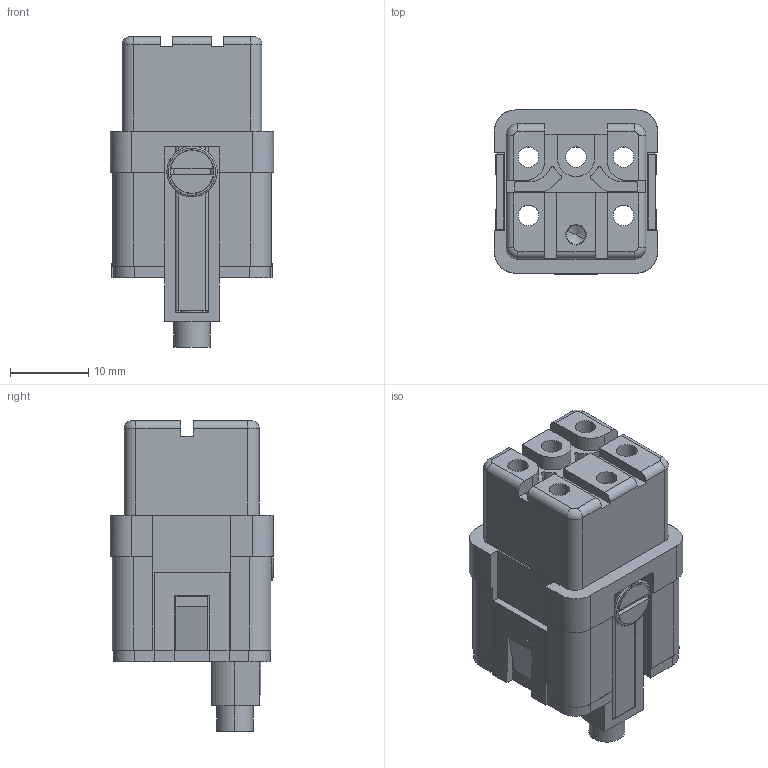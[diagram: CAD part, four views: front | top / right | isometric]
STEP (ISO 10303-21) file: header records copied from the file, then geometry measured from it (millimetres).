
FILE_DESCRIPTION(('CATIA V5 STEP','CAx-IF Rec.Pracs.--- Model Styling and Organization---1.2---2011-12-15'),'2;1');
FILE_NAME ('13426530_3', '2018-08-13T14:56:36+00:00', ('none'), ('Weidmueller'), 'CATIA Version 5-6 Release 2014 SP4 HF52', 'CATIA V5 STEP AP214', 'none');
FILE_SCHEMA(('AUTOMOTIVE_DESIGN { 1 0 10303 214 1 1 1 1 }'));
Length unit declared in the file: millimetre
Products named in the file (1): 1912460000
Bounding box: 20.9 x 21 x 39.8 mm (x, y, z)
Volume: 6646.6 mm3; surface area: 10489.5 mm2
Topology: 1 solids, 7 shells, 592 faces, 1590 edges, 1022 vertices
Faces by surface type: plane 317, cylinder 170, cone 72, bspline 17, torus 14, sphere 2
Entity records: 18616 total; most frequent: CARTESIAN_POINT 5128, ORIENTED_EDGE 3168, DIRECTION 2101, EDGE_CURVE 1584, VERTEX_POINT 1022, VECTOR 881, LINE 881, AXIS2_PLACEMENT_3D 863
